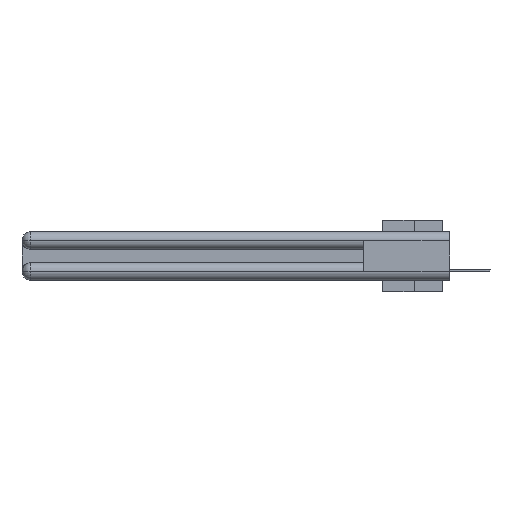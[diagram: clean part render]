
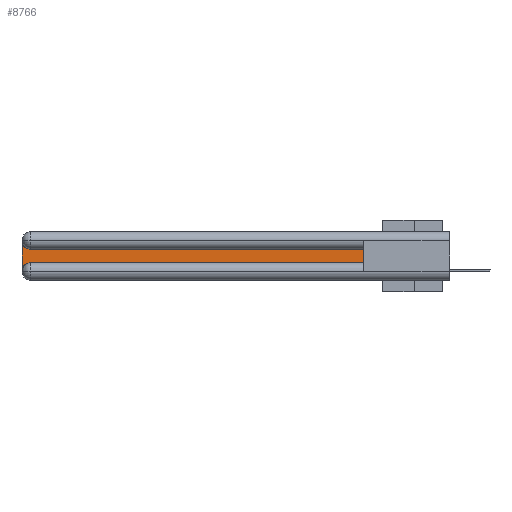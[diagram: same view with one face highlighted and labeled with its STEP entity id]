
A CAD part, left-side view. The second image highlights one B-rep face of the part: STEP entity #8766.
In plain terms, the highlighted planar face has unit normal (-1, 0, 0).
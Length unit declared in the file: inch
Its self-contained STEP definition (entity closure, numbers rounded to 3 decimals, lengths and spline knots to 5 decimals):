
#492 = EDGE_CURVE ( 'NONE', #23249, #23890, #24528, .T. ) ;
#957 = LINE ( 'NONE', #26429, #23291 ) ;
#2051 = CARTESIAN_POINT ( 'NONE',  ( 0.075, 3., -0.2775 ) ) ;
#2140 = PLANE ( 'NONE',  #2474 ) ;
#2474 = AXIS2_PLACEMENT_3D ( 'NONE', #18225, #23457, #3656 ) ;
#3218 = DIRECTION ( 'NONE',  ( 1., 0., 0. ) ) ;
#3312 = EDGE_CURVE ( 'NONE', #23890, #29213, #957, .T. ) ;
#3593 = CIRCLE ( 'NONE', #11679, 0.06 ) ;
#3656 = DIRECTION ( 'NONE',  ( 0., 0., -1. ) ) ;
#3763 = EDGE_CURVE ( 'NONE', #15492, #26840, #18192, .T. ) ;
#5248 = VECTOR ( 'NONE', #28602, 39.37008 ) ;
#5690 = FACE_OUTER_BOUND ( 'NONE', #14828, .T. ) ;
#5763 = ORIENTED_EDGE ( 'NONE', *, *, #3763, .T. ) ;
#5776 = CARTESIAN_POINT ( 'NONE',  ( 0.075, 0.6, -0.1225 ) ) ;
#6754 = DIRECTION ( 'NONE',  ( 0., 0., -1. ) ) ;
#6787 = CARTESIAN_POINT ( 'NONE',  ( 0.075, 0.6, -0.2175 ) ) ;
#6979 = ORIENTED_EDGE ( 'NONE', *, *, #3312, .T. ) ;
#7318 = CARTESIAN_POINT ( 'NONE',  ( 0.075, 0.6, -0.2175 ) ) ;
#7611 = VECTOR ( 'NONE', #23236, 39.37008 ) ;
#7934 = DIRECTION ( 'NONE',  ( 0., 0., 1. ) ) ;
#8766 = ADVANCED_FACE ( 'NONE', ( #5690 ), #2140, .F. ) ;
#8864 = CARTESIAN_POINT ( 'NONE',  ( 0.075, 2.94, -0.1225 ) ) ;
#10086 = ORIENTED_EDGE ( 'NONE', *, *, #27375, .T. ) ;
#11145 = AXIS2_PLACEMENT_3D ( 'NONE', #18951, #3218, #28521 ) ;
#11179 = DIRECTION ( 'NONE',  ( 1., 0., 0. ) ) ;
#11679 = AXIS2_PLACEMENT_3D ( 'NONE', #13902, #11179, #6754 ) ;
#12592 = ORIENTED_EDGE ( 'NONE', *, *, #492, .T. ) ;
#13902 = CARTESIAN_POINT ( 'NONE',  ( 0.075, 2.94, -0.2775 ) ) ;
#14828 = EDGE_LOOP ( 'NONE', ( #27090, #18818, #5763, #10086, #12592, #6979 ) ) ;
#15492 = VERTEX_POINT ( 'NONE', #27464 ) ;
#16578 = CARTESIAN_POINT ( 'NONE',  ( 0.075, 3., -0.2175 ) ) ;
#17055 = EDGE_CURVE ( 'NONE', #29213, #22959, #27092, .T. ) ;
#18192 = LINE ( 'NONE', #16578, #5248 ) ;
#18225 = CARTESIAN_POINT ( 'NONE',  ( 0.075, 3., -0.1225 ) ) ;
#18818 = ORIENTED_EDGE ( 'NONE', *, *, #19193, .T. ) ;
#18951 = CARTESIAN_POINT ( 'NONE',  ( 0.075, 2.94, -0.0625 ) ) ;
#19193 = EDGE_CURVE ( 'NONE', #22959, #15492, #27615, .T. ) ;
#20313 = CARTESIAN_POINT ( 'NONE',  ( 0.075, 0.6, -0.1225 ) ) ;
#22959 = VERTEX_POINT ( 'NONE', #8864 ) ;
#23236 = DIRECTION ( 'NONE',  ( 0., -1., 0. ) ) ;
#23249 = VERTEX_POINT ( 'NONE', #25839 ) ;
#23291 = VECTOR ( 'NONE', #7934, 39.37008 ) ;
#23457 = DIRECTION ( 'NONE',  ( 1., 0., 0. ) ) ;
#23890 = VERTEX_POINT ( 'NONE', #6787 ) ;
#24261 = DIRECTION ( 'NONE',  ( 0., 1., 0. ) ) ;
#24528 = LINE ( 'NONE', #7318, #7611 ) ;
#25839 = CARTESIAN_POINT ( 'NONE',  ( 0.075, 2.94, -0.2175 ) ) ;
#26429 = CARTESIAN_POINT ( 'NONE',  ( 0.075, 0.6, -0.2175 ) ) ;
#26840 = VERTEX_POINT ( 'NONE', #2051 ) ;
#27090 = ORIENTED_EDGE ( 'NONE', *, *, #17055, .T. ) ;
#27092 = LINE ( 'NONE', #5776, #27482 ) ;
#27375 = EDGE_CURVE ( 'NONE', #26840, #23249, #3593, .T. ) ;
#27464 = CARTESIAN_POINT ( 'NONE',  ( 0.075, 3., -0.0625 ) ) ;
#27482 = VECTOR ( 'NONE', #24261, 39.37008 ) ;
#27615 = CIRCLE ( 'NONE', #11145, 0.06 ) ;
#28521 = DIRECTION ( 'NONE',  ( 0., 0., -1. ) ) ;
#28602 = DIRECTION ( 'NONE',  ( 0., 0., -1. ) ) ;
#29213 = VERTEX_POINT ( 'NONE', #20313 ) ;
